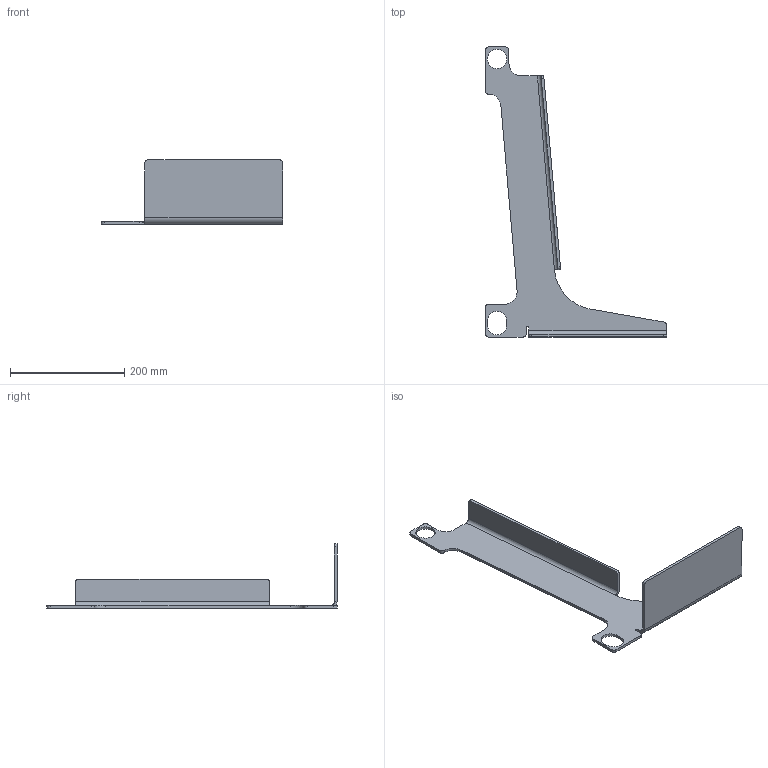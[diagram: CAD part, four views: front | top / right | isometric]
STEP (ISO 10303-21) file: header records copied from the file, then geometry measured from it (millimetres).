
FILE_DESCRIPTION (( 'STEP AP203' ), '1' );
FILE_NAME ('am-2810b Perimeter Outrigger.STEP', '2022-06-30T20:46:11', ( '' ), ( '' ), 'SwSTEP 2.0', 'SolidWorks 2022', '' );
FILE_SCHEMA (( 'CONFIG_CONTROL_DESIGN' ));
Length unit declared in the file: inch
Products named in the file (1): am-2810b Perimeter Outrigger
Bounding box: 317.5 x 508 x 112.71 mm (x, y, z)
Volume: 417625 mm3; surface area: 185757.1 mm2
Topology: 1 solids, 1 shells, 55 faces, 143 edges, 90 vertices
Faces by surface type: plane 30, cylinder 25
Entity records: 1766 total; most frequent: DIRECTION 305, CARTESIAN_POINT 289, ORIENTED_EDGE 286, EDGE_CURVE 143, AXIS2_PLACEMENT_3D 106, VECTOR 93, LINE 93, VERTEX_POINT 90
